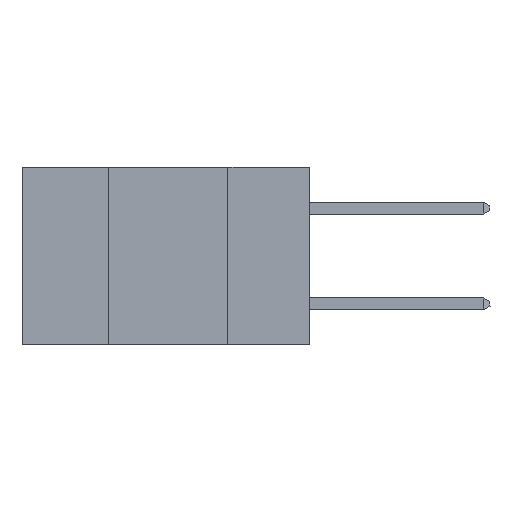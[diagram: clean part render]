
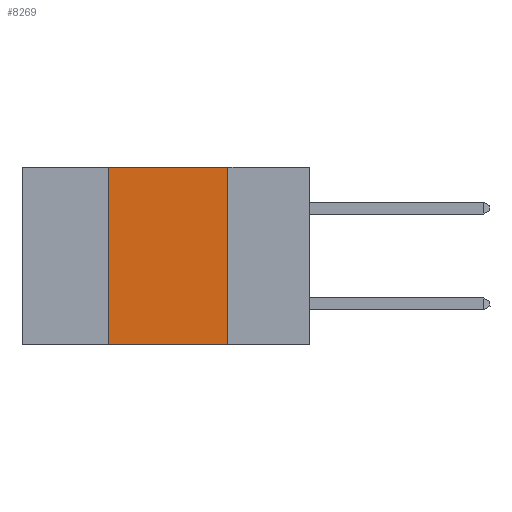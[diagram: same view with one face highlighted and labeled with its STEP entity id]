
A CAD part, left-side view. The second image highlights one B-rep face of the part: STEP entity #8269.
In plain terms, the highlighted planar face has unit normal (-1, 0, 0).
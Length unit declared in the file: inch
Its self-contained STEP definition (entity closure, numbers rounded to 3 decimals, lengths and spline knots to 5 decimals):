
#1 = PLANE ( 'NONE',  #12279 ) ;
#243 = VECTOR ( 'NONE', #20578, 39.37008 ) ;
#1067 = VERTEX_POINT ( 'NONE', #8220 ) ;
#1657 = CARTESIAN_POINT ( 'NONE',  ( 0., 0.17, 0. ) ) ;
#1807 = DIRECTION ( 'NONE',  ( 0., 0., -1. ) ) ;
#1910 = VECTOR ( 'NONE', #16276, 39.37008 ) ;
#2520 = VERTEX_POINT ( 'NONE', #4140 ) ;
#2673 = CARTESIAN_POINT ( 'NONE',  ( 0., 0.42, 0. ) ) ;
#4056 = VERTEX_POINT ( 'NONE', #14863 ) ;
#4138 = VECTOR ( 'NONE', #9436, 39.37008 ) ;
#4140 = CARTESIAN_POINT ( 'NONE',  ( 0., 0.17, -0.37 ) ) ;
#6782 = VERTEX_POINT ( 'NONE', #1657 ) ;
#7466 = VECTOR ( 'NONE', #17723, 39.37008 ) ;
#7589 = CARTESIAN_POINT ( 'NONE',  ( 0., 0.6, 0. ) ) ;
#8220 = CARTESIAN_POINT ( 'NONE',  ( 0., 0.42, 0. ) ) ;
#8269 = ADVANCED_FACE ( 'NONE', ( #12855 ), #1, .F. ) ;
#8373 = LINE ( 'NONE', #10467, #243 ) ;
#8528 = LINE ( 'NONE', #7589, #7466 ) ;
#8636 = CARTESIAN_POINT ( 'NONE',  ( 0., 0.6, 0. ) ) ;
#9436 = DIRECTION ( 'NONE',  ( 0., 0., -1. ) ) ;
#10467 = CARTESIAN_POINT ( 'NONE',  ( 0., 0.6, -0.37 ) ) ;
#10910 = ORIENTED_EDGE ( 'NONE', *, *, #21278, .F. ) ;
#11024 = LINE ( 'NONE', #2673, #1910 ) ;
#12024 = DIRECTION ( 'NONE',  ( 1., 0., 0. ) ) ;
#12279 = AXIS2_PLACEMENT_3D ( 'NONE', #8636, #12024, #1807 ) ;
#12855 = FACE_OUTER_BOUND ( 'NONE', #18527, .T. ) ;
#14863 = CARTESIAN_POINT ( 'NONE',  ( 0., 0.42, -0.37 ) ) ;
#16276 = DIRECTION ( 'NONE',  ( 0., 0., 1. ) ) ;
#17723 = DIRECTION ( 'NONE',  ( 0., -1., 0. ) ) ;
#18294 = ORIENTED_EDGE ( 'NONE', *, *, #19942, .T. ) ;
#18527 = EDGE_LOOP ( 'NONE', ( #18983, #10910, #21588, #18294 ) ) ;
#18731 = LINE ( 'NONE', #19560, #4138 ) ;
#18787 = EDGE_CURVE ( 'NONE', #6782, #2520, #18731, .T. ) ;
#18983 = ORIENTED_EDGE ( 'NONE', *, *, #18787, .F. ) ;
#19560 = CARTESIAN_POINT ( 'NONE',  ( 0., 0.17, 0. ) ) ;
#19942 = EDGE_CURVE ( 'NONE', #4056, #2520, #8373, .T. ) ;
#20225 = EDGE_CURVE ( 'NONE', #4056, #1067, #11024, .T. ) ;
#20578 = DIRECTION ( 'NONE',  ( 0., -1., 0. ) ) ;
#21278 = EDGE_CURVE ( 'NONE', #1067, #6782, #8528, .T. ) ;
#21588 = ORIENTED_EDGE ( 'NONE', *, *, #20225, .F. ) ;
